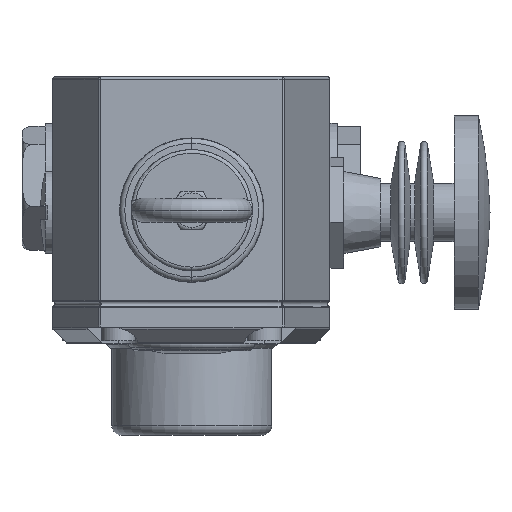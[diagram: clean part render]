
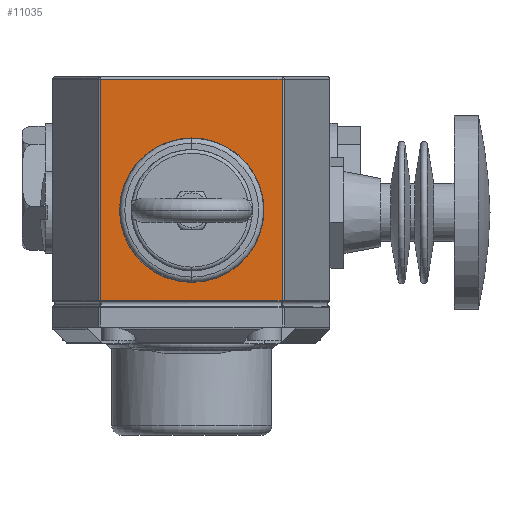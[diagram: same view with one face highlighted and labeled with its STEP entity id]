
A CAD part, front view. The second image highlights one B-rep face of the part: STEP entity #11035.
In plain terms, the highlighted planar face has unit normal (0, -1, 0).
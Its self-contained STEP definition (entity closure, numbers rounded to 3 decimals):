
#253 = VECTOR ( 'NONE', #7109, 1000. ) ;
#320 = CARTESIAN_POINT ( 'NONE',  ( -18.813, 0., 27. ) ) ;
#380 = EDGE_CURVE ( 'NONE', #11190, #10464, #1093, .T. ) ;
#1093 = LINE ( 'NONE', #16452, #12938 ) ;
#1453 = VERTEX_POINT ( 'NONE', #18852 ) ;
#1765 = ORIENTED_EDGE ( 'NONE', *, *, #380, .T. ) ;
#2050 = VERTEX_POINT ( 'NONE', #3255 ) ;
#2958 = ORIENTED_EDGE ( 'NONE', *, *, #13338, .T. ) ;
#3173 = AXIS2_PLACEMENT_3D ( 'NONE', #8980, #19771, #10526 ) ;
#3193 = LINE ( 'NONE', #15914, #10937 ) ;
#3255 = CARTESIAN_POINT ( 'NONE',  ( 0., 0., 14.5 ) ) ;
#3502 = CARTESIAN_POINT ( 'NONE',  ( 18.613, 0., -18.593 ) ) ;
#3599 = CIRCLE ( 'NONE', #13716, 14.5 ) ;
#4372 = ORIENTED_EDGE ( 'NONE', *, *, #8765, .T. ) ;
#4850 = EDGE_CURVE ( 'NONE', #2050, #6341, #3599, .T. ) ;
#4886 = DIRECTION ( 'NONE',  ( 0., -1., 0. ) ) ;
#5596 = LINE ( 'NONE', #12893, #13834 ) ;
#6341 = VERTEX_POINT ( 'NONE', #19430 ) ;
#6625 = DIRECTION ( 'NONE',  ( 1., 0., 0. ) ) ;
#7109 = DIRECTION ( 'NONE',  ( 0., 0., 1. ) ) ;
#7195 = DIRECTION ( 'NONE',  ( 0., -1., 0. ) ) ;
#7670 = EDGE_LOOP ( 'NONE', ( #7818, #17489 ) ) ;
#7764 = CARTESIAN_POINT ( 'NONE',  ( 18.613, 0., 27. ) ) ;
#7818 = ORIENTED_EDGE ( 'NONE', *, *, #4850, .F. ) ;
#8065 = EDGE_CURVE ( 'NONE', #1453, #8611, #3193, .T. ) ;
#8287 = EDGE_LOOP ( 'NONE', ( #4372, #1765, #2958, #12140 ) ) ;
#8611 = VERTEX_POINT ( 'NONE', #3502 ) ;
#8694 = CARTESIAN_POINT ( 'NONE',  ( 18.613, 0., 27.5 ) ) ;
#8749 = DIRECTION ( 'NONE',  ( -1., 0., 0. ) ) ;
#8765 = EDGE_CURVE ( 'NONE', #8611, #11190, #16184, .T. ) ;
#8913 = PLANE ( 'NONE',  #3173 ) ;
#8980 = CARTESIAN_POINT ( 'NONE',  ( 0., 0., 0. ) ) ;
#9655 = CIRCLE ( 'NONE', #19779, 14.5 ) ;
#9749 = DIRECTION ( 'NONE',  ( 0., 0., -1. ) ) ;
#10162 = FACE_BOUND ( 'NONE', #7670, .T. ) ;
#10464 = VERTEX_POINT ( 'NONE', #320 ) ;
#10526 = DIRECTION ( 'NONE',  ( 0., 0., -1. ) ) ;
#10937 = VECTOR ( 'NONE', #6625, 1000. ) ;
#11035 = ADVANCED_FACE ( 'NONE', ( #13795, #10162 ), #8913, .T. ) ;
#11190 = VERTEX_POINT ( 'NONE', #7764 ) ;
#12140 = ORIENTED_EDGE ( 'NONE', *, *, #8065, .T. ) ;
#12893 = CARTESIAN_POINT ( 'NONE',  ( -18.813, 0., -18.8 ) ) ;
#12938 = VECTOR ( 'NONE', #8749, 1000. ) ;
#13338 = EDGE_CURVE ( 'NONE', #10464, #1453, #5596, .T. ) ;
#13716 = AXIS2_PLACEMENT_3D ( 'NONE', #16475, #7195, #18042 ) ;
#13795 = FACE_OUTER_BOUND ( 'NONE', #8287, .T. ) ;
#13834 = VECTOR ( 'NONE', #9749, 1000. ) ;
#14157 = CARTESIAN_POINT ( 'NONE',  ( 0., 0., 0. ) ) ;
#15728 = DIRECTION ( 'NONE',  ( 0., 0., -1. ) ) ;
#15914 = CARTESIAN_POINT ( 'NONE',  ( 0., 0., -18.593 ) ) ;
#16184 = LINE ( 'NONE', #8694, #253 ) ;
#16285 = EDGE_CURVE ( 'NONE', #6341, #2050, #9655, .T. ) ;
#16452 = CARTESIAN_POINT ( 'NONE',  ( -18.813, 0., 27. ) ) ;
#16475 = CARTESIAN_POINT ( 'NONE',  ( 0., 0., 0. ) ) ;
#17489 = ORIENTED_EDGE ( 'NONE', *, *, #16285, .F. ) ;
#18042 = DIRECTION ( 'NONE',  ( 0., 0., -1. ) ) ;
#18852 = CARTESIAN_POINT ( 'NONE',  ( -18.813, 0., -18.593 ) ) ;
#19430 = CARTESIAN_POINT ( 'NONE',  ( 0., 0., -14.5 ) ) ;
#19771 = DIRECTION ( 'NONE',  ( 0., -1., 0. ) ) ;
#19779 = AXIS2_PLACEMENT_3D ( 'NONE', #14157, #4886, #15728 ) ;
